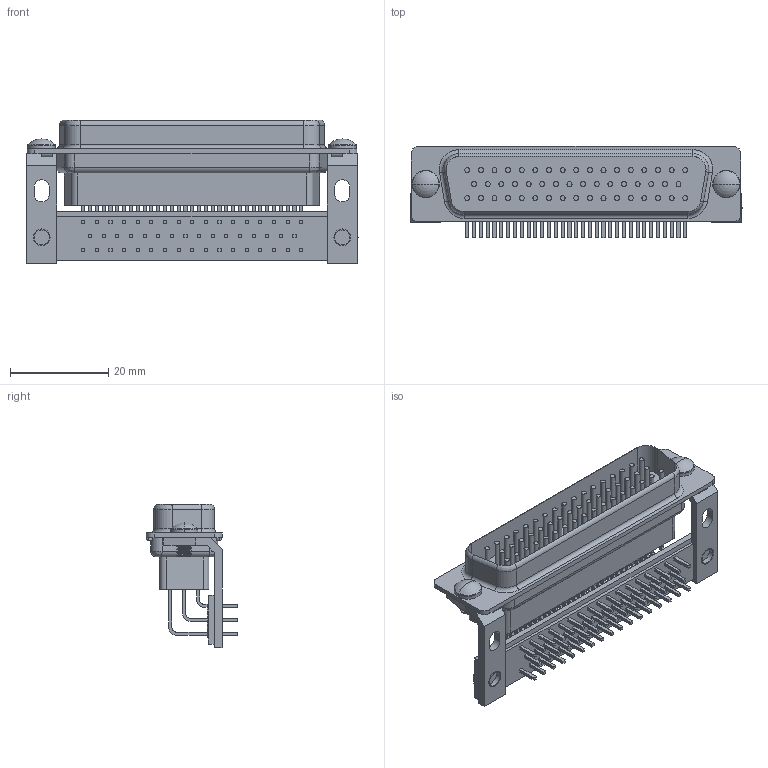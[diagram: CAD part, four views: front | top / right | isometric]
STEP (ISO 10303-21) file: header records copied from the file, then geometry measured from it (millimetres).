
FILE_DESCRIPTION((''),'2;1');
FILE_NAME('C-205869-1','2015-10-13T',('workeradm'),('Tyco Electronics Ltd.'),'CREO PARAMETRIC BY PTC INC, 2015200','CREO PARAMETRIC BY PTC INC, 2015200','');
FILE_SCHEMA(('AUTOMOTIVE_DESIGN { 1 0 10303 214 1 1 1 1 }'));
Length unit declared in the file: millimetre
Products named in the file (1): C-205869-1
Bounding box: 67.46 x 18.57 x 29.09 mm (x, y, z)
Volume: 9474.4 mm3; surface area: 9831.8 mm2
Topology: 1 solids, 1 shells, 1003 faces, 2614 edges, 1720 vertices
Faces by surface type: plane 689, cylinder 282, bspline 16, torus 12, sphere 4
Entity records: 32407 total; most frequent: CARTESIAN_POINT 7130, ORIENTED_EDGE 5220, DIRECTION 5088, EDGE_CURVE 2610, VECTOR 1986, LINE 1986, VERTEX_POINT 1720, AXIS2_PLACEMENT_3D 1551
